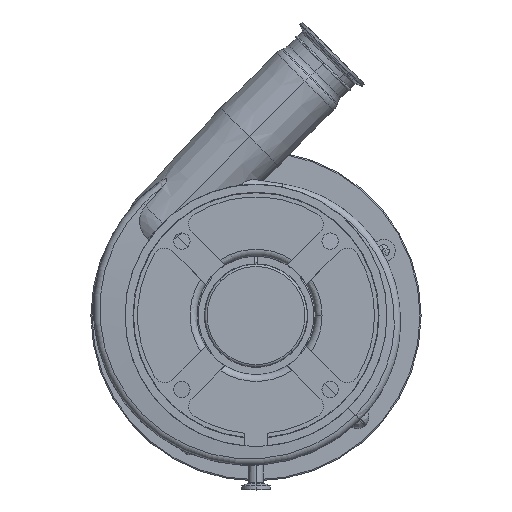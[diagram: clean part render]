
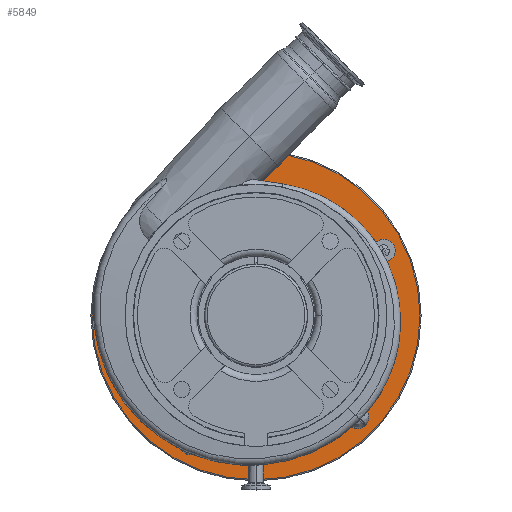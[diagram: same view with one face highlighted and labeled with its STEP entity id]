
A CAD part, top view. The second image highlights one B-rep face of the part: STEP entity #5849.
In plain terms, the highlighted planar face has unit normal (0, 0, 1).
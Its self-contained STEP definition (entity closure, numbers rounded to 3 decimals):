
#12 = CARTESIAN_POINT ( 'NONE',  ( -131.52, 26.782, -61. ) ) ;
#80 = VERTEX_POINT ( 'NONE', #4117 ) ;
#381 = AXIS2_PLACEMENT_3D ( 'NONE', #16606, #4500, #7274 ) ;
#393 = DIRECTION ( 'NONE',  ( 0., 0., -1. ) ) ;
#497 = CARTESIAN_POINT ( 'NONE',  ( 115., 0., -61. ) ) ;
#568 = DIRECTION ( 'NONE',  ( -1., 0., 0. ) ) ;
#740 = DIRECTION ( 'NONE',  ( -1., 0., 0. ) ) ;
#1242 = AXIS2_PLACEMENT_3D ( 'NONE', #12231, #8244, #740 ) ;
#1284 = DIRECTION ( 'NONE',  ( 0., 0., -1. ) ) ;
#1356 = AXIS2_PLACEMENT_3D ( 'NONE', #4904, #10158, #15434 ) ;
#1464 = CIRCLE ( 'NONE', #9739, 10. ) ;
#1671 = CARTESIAN_POINT ( 'NONE',  ( 112.267, 57.203, -61. ) ) ;
#1834 = VERTEX_POINT ( 'NONE', #8334 ) ;
#1851 = FACE_BOUND ( 'NONE', #2167, .T. ) ;
#1952 = EDGE_LOOP ( 'NONE', ( #3115, #2663 ) ) ;
#2167 = EDGE_LOOP ( 'NONE', ( #12850, #10877 ) ) ;
#2330 = DIRECTION ( 'NONE',  ( -1., 0., 0. ) ) ;
#2400 = DIRECTION ( 'NONE',  ( -1., 0., 0. ) ) ;
#2412 = DIRECTION ( 'NONE',  ( 0., 0., -1. ) ) ;
#2418 = DIRECTION ( 'NONE',  ( 0., 0., 1. ) ) ;
#2577 = DIRECTION ( 'NONE',  ( 1., 0., 0. ) ) ;
#2592 = AXIS2_PLACEMENT_3D ( 'NONE', #5497, #14565, #2577 ) ;
#2663 = ORIENTED_EDGE ( 'NONE', *, *, #6665, .T. ) ;
#2828 = EDGE_CURVE ( 'NONE', #80, #9547, #12305, .T. ) ;
#2958 = VERTEX_POINT ( 'NONE', #16524 ) ;
#3040 = AXIS2_PLACEMENT_3D ( 'NONE', #7390, #6000, #4788 ) ;
#3115 = ORIENTED_EDGE ( 'NONE', *, *, #2828, .T. ) ;
#3145 = CARTESIAN_POINT ( 'NONE',  ( -115., 0., -61. ) ) ;
#3335 = DIRECTION ( 'NONE',  ( 0., 0., -1. ) ) ;
#3380 = ORIENTED_EDGE ( 'NONE', *, *, #15262, .T. ) ;
#3574 = EDGE_LOOP ( 'NONE', ( #14936, #7945 ) ) ;
#3728 = CARTESIAN_POINT ( 'NONE',  ( 0., 0., -61. ) ) ;
#3793 = AXIS2_PLACEMENT_3D ( 'NONE', #10688, #1284, #15888 ) ;
#3831 = VERTEX_POINT ( 'NONE', #12535 ) ;
#3996 = AXIS2_PLACEMENT_3D ( 'NONE', #14079, #7438, #5020 ) ;
#4117 = CARTESIAN_POINT ( 'NONE',  ( -50.132, -119.338, -61. ) ) ;
#4403 = EDGE_LOOP ( 'NONE', ( #10376, #13535 ) ) ;
#4448 = FACE_BOUND ( 'NONE', #16769, .T. ) ;
#4500 = DIRECTION ( 'NONE',  ( 0., 0., -1. ) ) ;
#4788 = DIRECTION ( 'NONE',  ( -1., 0., 0. ) ) ;
#4820 = CIRCLE ( 'NONE', #3996, 144. ) ;
#4904 = CARTESIAN_POINT ( 'NONE',  ( 0., 0., -61. ) ) ;
#4958 = CARTESIAN_POINT ( 'NONE',  ( 89.095, -89.095, -61. ) ) ;
#4980 = AXIS2_PLACEMENT_3D ( 'NONE', #1671, #393, #6701 ) ;
#4997 = CARTESIAN_POINT ( 'NONE',  ( -12.64, 117.378, -61. ) ) ;
#5020 = DIRECTION ( 'NONE',  ( 1., 0., 0. ) ) ;
#5246 = CIRCLE ( 'NONE', #4980, 10. ) ;
#5340 = CARTESIAN_POINT ( 'NONE',  ( 105.196, 64.274, -61. ) ) ;
#5497 = CARTESIAN_POINT ( 'NONE',  ( 0., 0., -61. ) ) ;
#5849 = ADVANCED_FACE ( 'NONE', ( #9971, #9799, #1851, #12674, #4448, #7403, #9716 ), #7133, .F. ) ;
#5972 = VERTEX_POINT ( 'NONE', #12215 ) ;
#6000 = DIRECTION ( 'NONE',  ( 0., 0., -1. ) ) ;
#6136 = EDGE_LOOP ( 'NONE', ( #7609, #15941 ) ) ;
#6193 = VERTEX_POINT ( 'NONE', #10583 ) ;
#6665 = EDGE_CURVE ( 'NONE', #9547, #80, #10212, .T. ) ;
#6701 = DIRECTION ( 'NONE',  ( -1., 0., 0. ) ) ;
#6807 = CARTESIAN_POINT ( 'NONE',  ( -57.203, -112.267, -61. ) ) ;
#6903 = AXIS2_PLACEMENT_3D ( 'NONE', #6807, #16125, #10949 ) ;
#7133 = PLANE ( 'NONE',  #12704 ) ;
#7274 = DIRECTION ( 'NONE',  ( -1., 0., 0. ) ) ;
#7390 = CARTESIAN_POINT ( 'NONE',  ( -124.449, 19.711, -61. ) ) ;
#7403 = FACE_BOUND ( 'NONE', #4403, .T. ) ;
#7438 = DIRECTION ( 'NONE',  ( 0., 0., 1. ) ) ;
#7475 = CIRCLE ( 'NONE', #11886, 10. ) ;
#7609 = ORIENTED_EDGE ( 'NONE', *, *, #15128, .T. ) ;
#7713 = DIRECTION ( 'NONE',  ( 0., 0., -1. ) ) ;
#7861 = CARTESIAN_POINT ( 'NONE',  ( 82.024, -82.024, -61. ) ) ;
#7945 = ORIENTED_EDGE ( 'NONE', *, *, #14629, .T. ) ;
#8030 = CIRCLE ( 'NONE', #10238, 10. ) ;
#8071 = AXIS2_PLACEMENT_3D ( 'NONE', #15370, #2412, #2330 ) ;
#8244 = DIRECTION ( 'NONE',  ( 0., 0., -1. ) ) ;
#8334 = CARTESIAN_POINT ( 'NONE',  ( 119.338, 50.132, -61. ) ) ;
#8686 = EDGE_CURVE ( 'NONE', #9808, #3831, #8030, .T. ) ;
#8703 = CARTESIAN_POINT ( 'NONE',  ( 144., 0., -61. ) ) ;
#8823 = CIRCLE ( 'NONE', #1356, 144. ) ;
#9031 = CARTESIAN_POINT ( 'NONE',  ( -64.274, -105.196, -61. ) ) ;
#9207 = VERTEX_POINT ( 'NONE', #3145 ) ;
#9547 = VERTEX_POINT ( 'NONE', #9031 ) ;
#9716 = FACE_OUTER_BOUND ( 'NONE', #3574, .T. ) ;
#9739 = AXIS2_PLACEMENT_3D ( 'NONE', #9983, #16826, #2400 ) ;
#9799 = FACE_BOUND ( 'NONE', #6136, .T. ) ;
#9808 = VERTEX_POINT ( 'NONE', #7861 ) ;
#9971 = FACE_BOUND ( 'NONE', #1952, .T. ) ;
#9983 = CARTESIAN_POINT ( 'NONE',  ( 112.267, 57.203, -61. ) ) ;
#10024 = CIRCLE ( 'NONE', #2592, 115. ) ;
#10119 = EDGE_CURVE ( 'NONE', #2958, #15923, #16924, .T. ) ;
#10158 = DIRECTION ( 'NONE',  ( 0., 0., 1. ) ) ;
#10212 = CIRCLE ( 'NONE', #6903, 10. ) ;
#10238 = AXIS2_PLACEMENT_3D ( 'NONE', #4958, #7713, #16953 ) ;
#10285 = EDGE_CURVE ( 'NONE', #9207, #13497, #10024, .T. ) ;
#10327 = VERTEX_POINT ( 'NONE', #5340 ) ;
#10376 = ORIENTED_EDGE ( 'NONE', *, *, #13422, .F. ) ;
#10583 = CARTESIAN_POINT ( 'NONE',  ( -144., 0., -61. ) ) ;
#10688 = CARTESIAN_POINT ( 'NONE',  ( -124.449, 19.711, -61. ) ) ;
#10834 = EDGE_CURVE ( 'NONE', #10327, #1834, #1464, .T. ) ;
#10849 = ORIENTED_EDGE ( 'NONE', *, *, #8686, .T. ) ;
#10877 = ORIENTED_EDGE ( 'NONE', *, *, #10119, .T. ) ;
#10949 = DIRECTION ( 'NONE',  ( -1., 0., 0. ) ) ;
#10980 = EDGE_CURVE ( 'NONE', #15923, #2958, #12527, .T. ) ;
#11121 = CARTESIAN_POINT ( 'NONE',  ( 89.095, -89.095, -61. ) ) ;
#11387 = DIRECTION ( 'NONE',  ( 0., 0., -1. ) ) ;
#11464 = EDGE_CURVE ( 'NONE', #12319, #6193, #4820, .T. ) ;
#11546 = ORIENTED_EDGE ( 'NONE', *, *, #15791, .T. ) ;
#11569 = CIRCLE ( 'NONE', #13476, 115. ) ;
#11590 = EDGE_CURVE ( 'NONE', #16296, #5972, #14534, .T. ) ;
#11886 = AXIS2_PLACEMENT_3D ( 'NONE', #11121, #11387, #13972 ) ;
#12215 = CARTESIAN_POINT ( 'NONE',  ( -117.378, 12.64, -61. ) ) ;
#12231 = CARTESIAN_POINT ( 'NONE',  ( -57.203, -112.267, -61. ) ) ;
#12305 = CIRCLE ( 'NONE', #1242, 10. ) ;
#12319 = VERTEX_POINT ( 'NONE', #8703 ) ;
#12322 = EDGE_LOOP ( 'NONE', ( #11546, #10849 ) ) ;
#12527 = CIRCLE ( 'NONE', #381, 10. ) ;
#12535 = CARTESIAN_POINT ( 'NONE',  ( 96.167, -96.167, -61. ) ) ;
#12674 = FACE_BOUND ( 'NONE', #12322, .T. ) ;
#12704 = AXIS2_PLACEMENT_3D ( 'NONE', #16642, #3335, #568 ) ;
#12850 = ORIENTED_EDGE ( 'NONE', *, *, #10980, .T. ) ;
#13043 = DIRECTION ( 'NONE',  ( 1., 0., 0. ) ) ;
#13422 = EDGE_CURVE ( 'NONE', #13497, #9207, #11569, .T. ) ;
#13476 = AXIS2_PLACEMENT_3D ( 'NONE', #3728, #2418, #13043 ) ;
#13497 = VERTEX_POINT ( 'NONE', #497 ) ;
#13535 = ORIENTED_EDGE ( 'NONE', *, *, #10285, .F. ) ;
#13972 = DIRECTION ( 'NONE',  ( -1., 0., 0. ) ) ;
#14079 = CARTESIAN_POINT ( 'NONE',  ( 0., 0., -61. ) ) ;
#14246 = ORIENTED_EDGE ( 'NONE', *, *, #11590, .T. ) ;
#14534 = CIRCLE ( 'NONE', #3793, 10. ) ;
#14565 = DIRECTION ( 'NONE',  ( 0., 0., 1. ) ) ;
#14629 = EDGE_CURVE ( 'NONE', #6193, #12319, #8823, .T. ) ;
#14936 = ORIENTED_EDGE ( 'NONE', *, *, #11464, .T. ) ;
#15128 = EDGE_CURVE ( 'NONE', #1834, #10327, #5246, .T. ) ;
#15192 = CIRCLE ( 'NONE', #3040, 10. ) ;
#15262 = EDGE_CURVE ( 'NONE', #5972, #16296, #15192, .T. ) ;
#15370 = CARTESIAN_POINT ( 'NONE',  ( -19.711, 124.449, -61. ) ) ;
#15434 = DIRECTION ( 'NONE',  ( 1., 0., 0. ) ) ;
#15791 = EDGE_CURVE ( 'NONE', #3831, #9808, #7475, .T. ) ;
#15888 = DIRECTION ( 'NONE',  ( -1., 0., 0. ) ) ;
#15923 = VERTEX_POINT ( 'NONE', #4997 ) ;
#15941 = ORIENTED_EDGE ( 'NONE', *, *, #10834, .T. ) ;
#16125 = DIRECTION ( 'NONE',  ( 0., 0., -1. ) ) ;
#16296 = VERTEX_POINT ( 'NONE', #12 ) ;
#16524 = CARTESIAN_POINT ( 'NONE',  ( -26.782, 131.52, -61. ) ) ;
#16606 = CARTESIAN_POINT ( 'NONE',  ( -19.711, 124.449, -61. ) ) ;
#16642 = CARTESIAN_POINT ( 'NONE',  ( 0., 115., -61. ) ) ;
#16769 = EDGE_LOOP ( 'NONE', ( #3380, #14246 ) ) ;
#16826 = DIRECTION ( 'NONE',  ( 0., 0., -1. ) ) ;
#16924 = CIRCLE ( 'NONE', #8071, 10. ) ;
#16953 = DIRECTION ( 'NONE',  ( -1., 0., 0. ) ) ;
